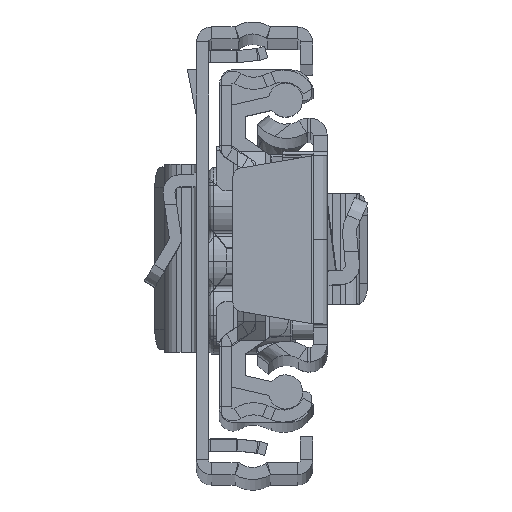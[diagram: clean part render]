
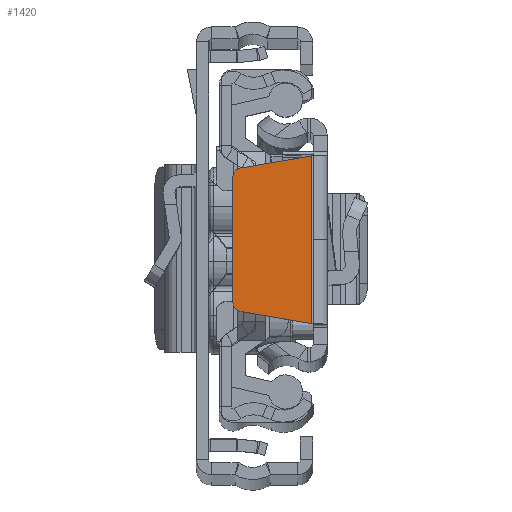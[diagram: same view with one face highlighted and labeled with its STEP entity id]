
A CAD part, top view. The second image highlights one B-rep face of the part: STEP entity #1420.
In plain terms, the highlighted planar face has unit normal (0, 0, 1).
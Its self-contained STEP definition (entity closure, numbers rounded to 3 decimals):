
#80 = AXIS2_PLACEMENT_3D ( 'NONE', #12707, #12913, #19408 ) ;
#340 = VECTOR ( 'NONE', #5960, 1000. ) ;
#855 = LINE ( 'NONE', #2062, #2805 ) ;
#967 = CARTESIAN_POINT ( 'NONE',  ( -8.4, 6.156, 0. ) ) ;
#1168 = VERTEX_POINT ( 'NONE', #11310 ) ;
#1420 = ADVANCED_FACE ( 'NONE', ( #14355 ), #10732, .F. ) ;
#1495 = LINE ( 'NONE', #4784, #6266 ) ;
#1800 = CARTESIAN_POINT ( 'NONE',  ( -9.4, -6.156, 0. ) ) ;
#1831 = CIRCLE ( 'NONE', #80, 1. ) ;
#2062 = CARTESIAN_POINT ( 'NONE',  ( -8.568, -7.142, 0. ) ) ;
#2141 = VERTEX_POINT ( 'NONE', #11697 ) ;
#2152 = ORIENTED_EDGE ( 'NONE', *, *, #16941, .F. ) ;
#2805 = VECTOR ( 'NONE', #15776, 1000. ) ;
#3032 = ORIENTED_EDGE ( 'NONE', *, *, #14893, .F. ) ;
#4640 = CARTESIAN_POINT ( 'NONE',  ( -1.6, 8.333, 0. ) ) ;
#4784 = CARTESIAN_POINT ( 'NONE',  ( -1.6, -8.333, 0. ) ) ;
#5797 = DIRECTION ( 'NONE',  ( 0.986, 0.168, 0. ) ) ;
#5960 = DIRECTION ( 'NONE',  ( 0., 1., 0. ) ) ;
#6266 = VECTOR ( 'NONE', #19624, 1000. ) ;
#6779 = DIRECTION ( 'NONE',  ( -1., 0., 0. ) ) ;
#6780 = EDGE_CURVE ( 'NONE', #19070, #1168, #1495, .T. ) ;
#6964 = AXIS2_PLACEMENT_3D ( 'NONE', #967, #12718, #16109 ) ;
#8757 = VERTEX_POINT ( 'NONE', #18677 ) ;
#8871 = LINE ( 'NONE', #17207, #20000 ) ;
#9139 = ORIENTED_EDGE ( 'NONE', *, *, #14032, .F. ) ;
#10628 = EDGE_CURVE ( 'NONE', #2141, #17427, #12869, .T. ) ;
#10732 = PLANE ( 'NONE',  #6964 ) ;
#11115 = AXIS2_PLACEMENT_3D ( 'NONE', #16538, #13560, #6779 ) ;
#11310 = CARTESIAN_POINT ( 'NONE',  ( -1.6, -8.333, 0. ) ) ;
#11697 = CARTESIAN_POINT ( 'NONE',  ( -8.568, -7.142, 0. ) ) ;
#12101 = ORIENTED_EDGE ( 'NONE', *, *, #10628, .F. ) ;
#12340 = EDGE_LOOP ( 'NONE', ( #13796, #14389, #2152, #9139, #12101, #3032 ) ) ;
#12707 = CARTESIAN_POINT ( 'NONE',  ( -8.4, 6.156, 0. ) ) ;
#12718 = DIRECTION ( 'NONE',  ( 0., 0., -1. ) ) ;
#12869 = CIRCLE ( 'NONE', #11115, 1. ) ;
#12913 = DIRECTION ( 'NONE',  ( 0., 0., -1. ) ) ;
#13560 = DIRECTION ( 'NONE',  ( 0., 0., -1. ) ) ;
#13796 = ORIENTED_EDGE ( 'NONE', *, *, #6780, .F. ) ;
#14032 = EDGE_CURVE ( 'NONE', #17427, #8757, #14274, .T. ) ;
#14274 = LINE ( 'NONE', #20989, #340 ) ;
#14355 = FACE_OUTER_BOUND ( 'NONE', #12340, .T. ) ;
#14389 = ORIENTED_EDGE ( 'NONE', *, *, #14821, .F. ) ;
#14821 = EDGE_CURVE ( 'NONE', #16286, #19070, #8871, .T. ) ;
#14893 = EDGE_CURVE ( 'NONE', #1168, #2141, #855, .T. ) ;
#15776 = DIRECTION ( 'NONE',  ( -0.986, 0.168, 0. ) ) ;
#16109 = DIRECTION ( 'NONE',  ( -1., 0., 0. ) ) ;
#16286 = VERTEX_POINT ( 'NONE', #19377 ) ;
#16538 = CARTESIAN_POINT ( 'NONE',  ( -8.4, -6.156, 0. ) ) ;
#16941 = EDGE_CURVE ( 'NONE', #8757, #16286, #1831, .T. ) ;
#17207 = CARTESIAN_POINT ( 'NONE',  ( -1.5, 8.35, 0. ) ) ;
#17427 = VERTEX_POINT ( 'NONE', #1800 ) ;
#18677 = CARTESIAN_POINT ( 'NONE',  ( -9.4, 6.156, 0. ) ) ;
#19070 = VERTEX_POINT ( 'NONE', #4640 ) ;
#19377 = CARTESIAN_POINT ( 'NONE',  ( -8.568, 7.142, 0. ) ) ;
#19408 = DIRECTION ( 'NONE',  ( -1., 0., 0. ) ) ;
#19624 = DIRECTION ( 'NONE',  ( 0., -1., 0. ) ) ;
#20000 = VECTOR ( 'NONE', #5797, 1000. ) ;
#20989 = CARTESIAN_POINT ( 'NONE',  ( -9.4, 6.156, 0. ) ) ;
